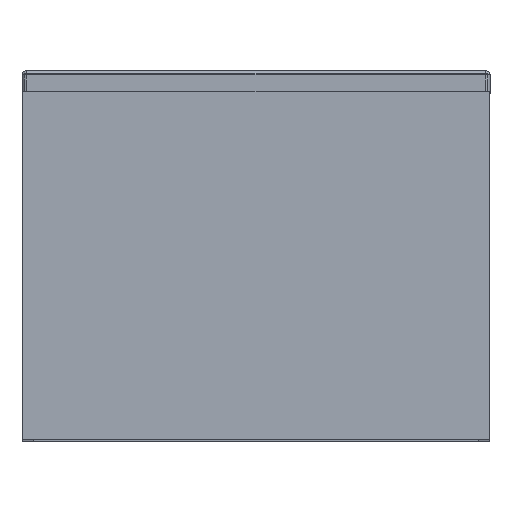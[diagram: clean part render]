
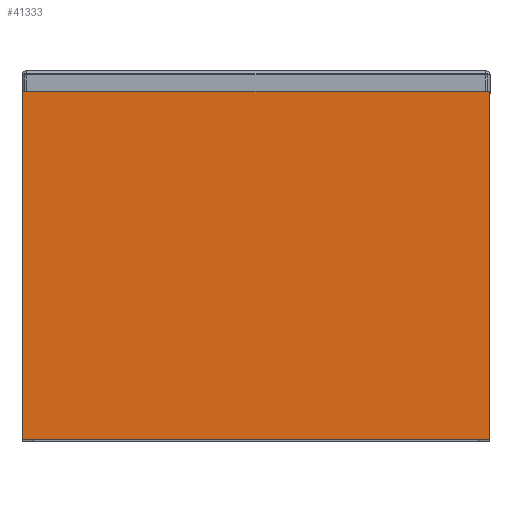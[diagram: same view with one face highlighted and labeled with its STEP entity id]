
A CAD part, top view. The second image highlights one B-rep face of the part: STEP entity #41333.
In plain terms, the highlighted planar face has unit normal (0, 0, 1).
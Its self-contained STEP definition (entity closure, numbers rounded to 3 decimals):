
#41110=DIRECTION('',(1.,0.,0.));
#41111=VECTOR('',#41110,798.);
#41112=CARTESIAN_POINT('',(-399.,-35.,899.));
#41113=LINE('',#41112,#41111);
#41138=DIRECTION('',(0.,-1.,0.));
#41139=VECTOR('',#41138,595.);
#41140=CARTESIAN_POINT('',(399.,-35.,899.));
#41141=LINE('',#41140,#41139);
#41146=DIRECTION('',(1.,0.,0.));
#41147=VECTOR('',#41146,798.);
#41148=CARTESIAN_POINT('',(-399.,-630.,899.));
#41149=LINE('',#41148,#41147);
#41178=DIRECTION('',(0.,-1.,0.));
#41179=VECTOR('',#41178,595.);
#41180=CARTESIAN_POINT('',(-399.,-35.,899.));
#41181=LINE('',#41180,#41179);
#41199=CARTESIAN_POINT('',(-399.,-35.,899.));
#41201=VERTEX_POINT('',#41199);
#41202=CARTESIAN_POINT('',(399.,-35.,899.));
#41203=VERTEX_POINT('',#41202);
#41207=CARTESIAN_POINT('',(-399.,-630.,899.));
#41209=VERTEX_POINT('',#41207);
#41210=CARTESIAN_POINT('',(399.,-630.,899.));
#41211=VERTEX_POINT('',#41210);
#41322=CARTESIAN_POINT('',(-399.,-35.,899.));
#41323=DIRECTION('',(0.,0.,1.));
#41324=DIRECTION('',(1.,0.,0.));
#41325=AXIS2_PLACEMENT_3D('',#41322,#41323,#41324);
#41326=PLANE('',#41325);
#41327=ORIENTED_EDGE('',*,*,#41253,.T.);
#41328=ORIENTED_EDGE('',*,*,#41280,.T.);
#41329=ORIENTED_EDGE('',*,*,#41292,.F.);
#41330=ORIENTED_EDGE('',*,*,#41315,.F.);
#41331=EDGE_LOOP('',(#41327,#41328,#41329,#41330));
#41332=FACE_OUTER_BOUND('',#41331,.F.);
#41333=ADVANCED_FACE('',(#41332),#41326,.T.);
#41253=EDGE_CURVE('',#41201,#41203,#41113,.T.);
#41280=EDGE_CURVE('',#41203,#41211,#41141,.T.);
#41292=EDGE_CURVE('',#41209,#41211,#41149,.T.);
#41315=EDGE_CURVE('',#41201,#41209,#41181,.T.);
